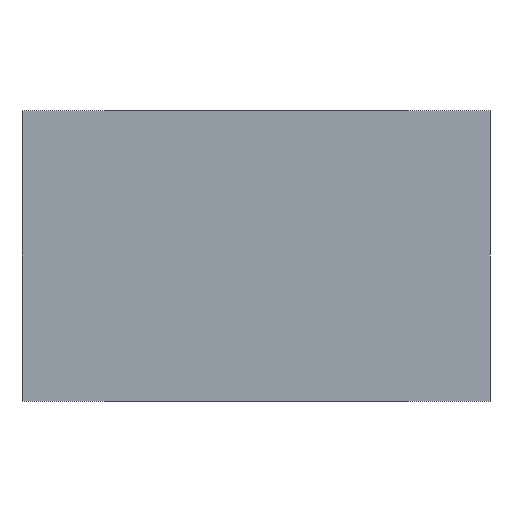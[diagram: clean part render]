
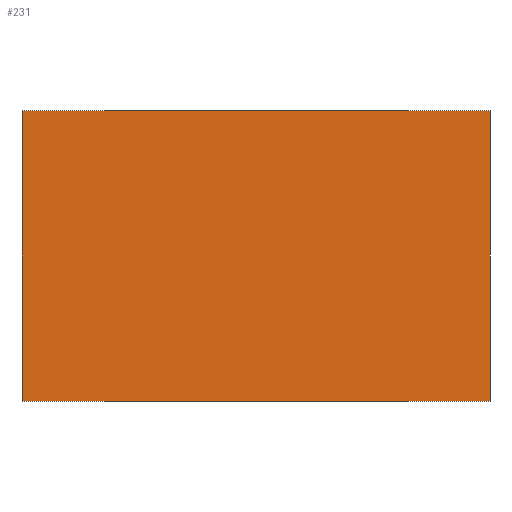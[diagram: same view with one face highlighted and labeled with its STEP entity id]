
A CAD part, front view. The second image highlights one B-rep face of the part: STEP entity #231.
In plain terms, the highlighted planar face has unit normal (0, -1, 0).
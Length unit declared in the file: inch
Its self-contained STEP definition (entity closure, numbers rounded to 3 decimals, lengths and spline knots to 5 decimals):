
#9 = VECTOR ( 'NONE', #15, 39.37008 ) ;
#15 = DIRECTION ( 'NONE',  ( 0., 0., -1. ) ) ;
#16 = FACE_OUTER_BOUND ( 'NONE', #80, .T. ) ;
#28 = DIRECTION ( 'NONE',  ( 0., -1., 0. ) ) ;
#36 = VECTOR ( 'NONE', #322, 39.37008 ) ;
#50 = CARTESIAN_POINT ( 'NONE',  ( 0.0395, 0., 0.0245 ) ) ;
#56 = VERTEX_POINT ( 'NONE', #359 ) ;
#62 = CARTESIAN_POINT ( 'NONE',  ( 0.0395, 0., -0.0245 ) ) ;
#65 = VERTEX_POINT ( 'NONE', #140 ) ;
#73 = LINE ( 'NONE', #137, #36 ) ;
#75 = EDGE_CURVE ( 'NONE', #306, #56, #73, .T. ) ;
#80 = EDGE_LOOP ( 'NONE', ( #342, #265, #369, #255 ) ) ;
#97 = VERTEX_POINT ( 'NONE', #382 ) ;
#115 = EDGE_CURVE ( 'NONE', #65, #306, #256, .T. ) ;
#118 = PLANE ( 'NONE',  #273 ) ;
#131 = VECTOR ( 'NONE', #362, 39.37008 ) ;
#137 = CARTESIAN_POINT ( 'NONE',  ( -0.0395, 0., -0.0245 ) ) ;
#140 = CARTESIAN_POINT ( 'NONE',  ( 0.0395, 0., 0.0245 ) ) ;
#149 = CARTESIAN_POINT ( 'NONE',  ( -0.0395, 0., 0.0245 ) ) ;
#185 = CARTESIAN_POINT ( 'NONE',  ( -0.0395, 0., 0.0245 ) ) ;
#205 = LINE ( 'NONE', #185, #215 ) ;
#215 = VECTOR ( 'NONE', #300, 39.37008 ) ;
#231 = ADVANCED_FACE ( 'NONE', ( #16 ), #118, .T. ) ;
#247 = EDGE_CURVE ( 'NONE', #56, #97, #205, .T. ) ;
#253 = DIRECTION ( 'NONE',  ( 0., 0., -1. ) ) ;
#255 = ORIENTED_EDGE ( 'NONE', *, *, #75, .F. ) ;
#256 = LINE ( 'NONE', #50, #9 ) ;
#265 = ORIENTED_EDGE ( 'NONE', *, *, #271, .F. ) ;
#271 = EDGE_CURVE ( 'NONE', #97, #65, #298, .T. ) ;
#273 = AXIS2_PLACEMENT_3D ( 'NONE', #276, #28, #253 ) ;
#276 = CARTESIAN_POINT ( 'NONE',  ( 0., 0., 0. ) ) ;
#298 = LINE ( 'NONE', #149, #131 ) ;
#300 = DIRECTION ( 'NONE',  ( 0., 0., 1. ) ) ;
#306 = VERTEX_POINT ( 'NONE', #62 ) ;
#322 = DIRECTION ( 'NONE',  ( -1., 0., 0. ) ) ;
#342 = ORIENTED_EDGE ( 'NONE', *, *, #115, .F. ) ;
#359 = CARTESIAN_POINT ( 'NONE',  ( -0.0395, 0., -0.0245 ) ) ;
#362 = DIRECTION ( 'NONE',  ( 1., 0., 0. ) ) ;
#369 = ORIENTED_EDGE ( 'NONE', *, *, #247, .F. ) ;
#382 = CARTESIAN_POINT ( 'NONE',  ( -0.0395, 0., 0.0245 ) ) ;
